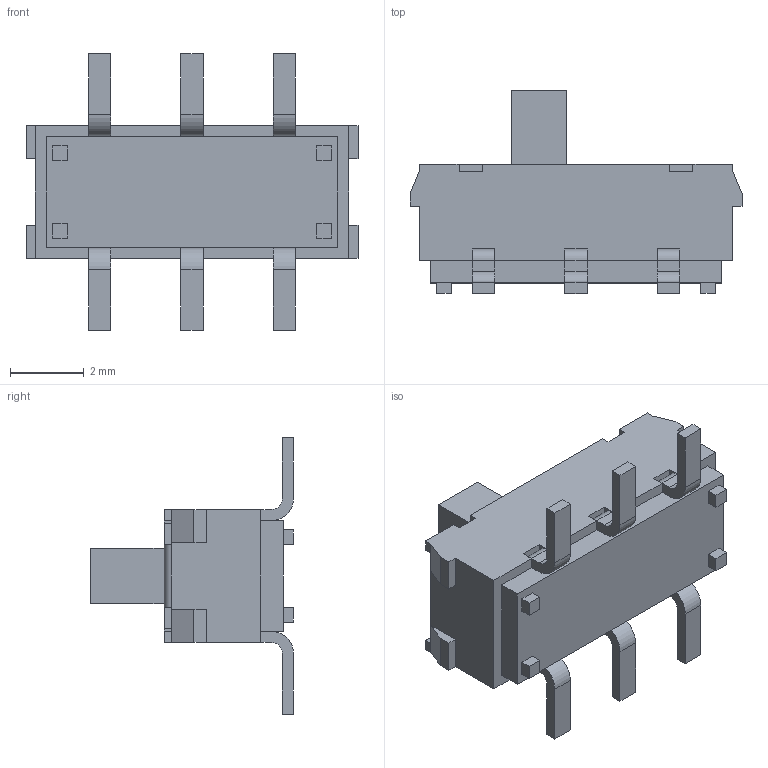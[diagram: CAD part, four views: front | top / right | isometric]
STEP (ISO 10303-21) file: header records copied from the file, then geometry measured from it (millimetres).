
FILE_DESCRIPTION( ( 'STEP AP214' ), ' ' );
FILE_NAME( 'psolqas1356585432.stp', '2017-09-21T11:56:58', ( '' ), ( '' ), ' ', 'PARTsolutions', ' ' );
FILE_SCHEMA( ( 'AUTOMOTIVE_DESIGN { 1 0 10303 214 1 1 1 1 }' ) );
Length unit declared in the file: metre
Products named in the file (1): 1
Bounding box: 9 x 5.5 x 7.5 mm (x, y, z)
Volume: 97.8 mm3; surface area: 209.7 mm2
Topology: 1 solids, 1 shells, 231 faces, 619 edges, 410 vertices
Faces by surface type: plane 164, extrusion 47, cylinder 20
Entity records: 7633 total; most frequent: CARTESIAN_POINT 1984, ORIENTED_EDGE 1238, DIRECTION 979, EDGE_CURVE 619, VECTOR 529, LINE 482, VERTEX_POINT 410, EDGE_LOOP 251
